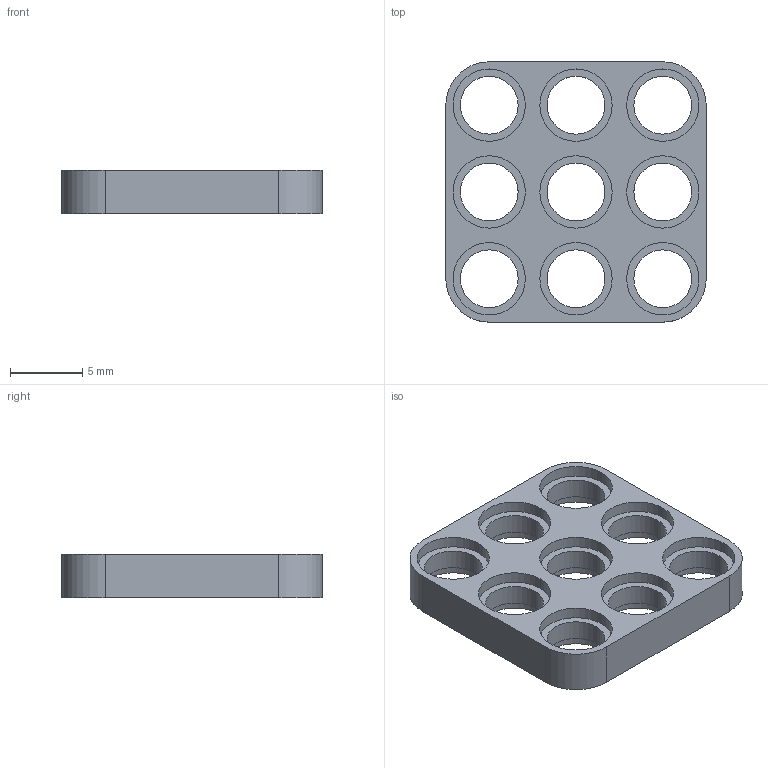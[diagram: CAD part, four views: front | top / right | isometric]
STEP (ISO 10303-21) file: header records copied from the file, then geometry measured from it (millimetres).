
FILE_DESCRIPTION (( 'STEP AP203' ), '1' );
FILE_NAME ('SPD_3b3_sldprt.STEP', '2020-09-23T18:11:40', ( '' ), ( '' ), 'SwSTEP 2.0', 'SolidWorks 2019', '' );
FILE_SCHEMA (( 'CONFIG_CONTROL_DESIGN' ));
Length unit declared in the file: millimetre
Products named in the file (1): SPD_3b3_sldprt
Bounding box: 18 x 18 x 3 mm (x, y, z)
Volume: 507.7 mm3; surface area: 991.4 mm2
Topology: 1 solids, 1 shells, 82 faces, 186 edges, 124 vertices
Faces by surface type: cylinder 58, plane 24
Entity records: 2479 total; most frequent: DIRECTION 468, CARTESIAN_POINT 393, ORIENTED_EDGE 372, AXIS2_PLACEMENT_3D 199, EDGE_CURVE 186, VERTEX_POINT 124, EDGE_LOOP 118, CIRCLE 116
